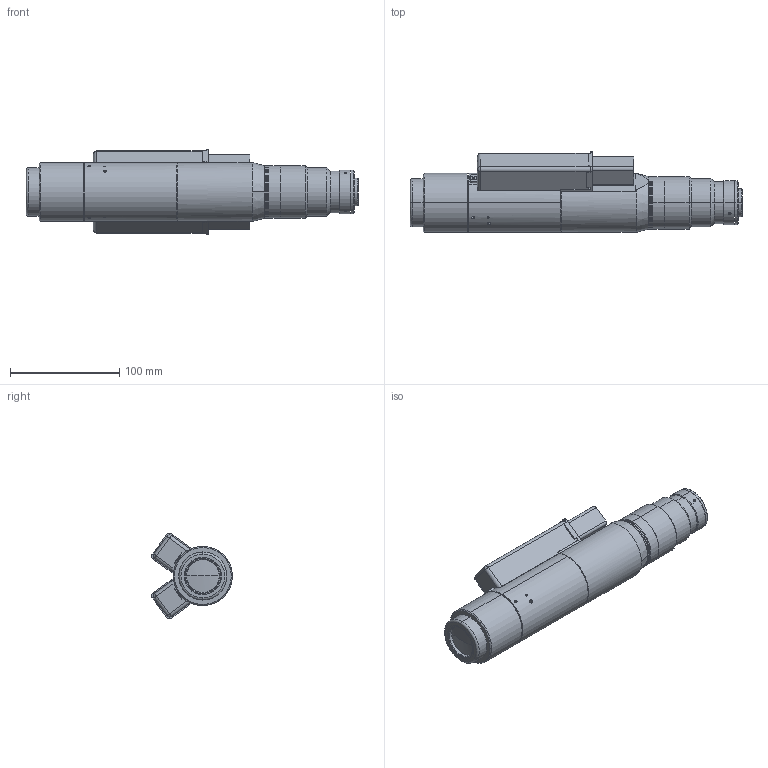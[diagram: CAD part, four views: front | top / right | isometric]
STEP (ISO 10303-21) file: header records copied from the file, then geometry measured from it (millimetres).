
FILE_DESCRIPTION (( 'STEP AP214' ), '1' );
FILE_NAME ('MZMT23A12X-C.STEP', '2018-02-26T14:09:55', ( '' ), ( '' ), 'SwSTEP 2.0', 'SolidWorks 2017', '' );
FILE_SCHEMA (( 'AUTOMOTIVE_DESIGN' ));
Length unit declared in the file: millimetre
Products named in the file (1): MZMT23A12X-C
Bounding box: 303.75 x 73.81 x 78.14 mm (x, y, z)
Surface area: 87820.4 mm2 (no closed solid volume)
Topology: 0 solids, 28 shells, 268 faces, 871 edges, 612 vertices
Faces by surface type: plane 118, cylinder 102, cone 40, sphere 6, torus 2
Entity records: 13288 total; most frequent: CARTESIAN_POINT 2584, DIRECTION 1690, ORIENTED_EDGE 1382, EDGE_CURVE 863, AXIS2_PLACEMENT_3D 614, VERTEX_POINT 612, LINE 462, VECTOR 462
